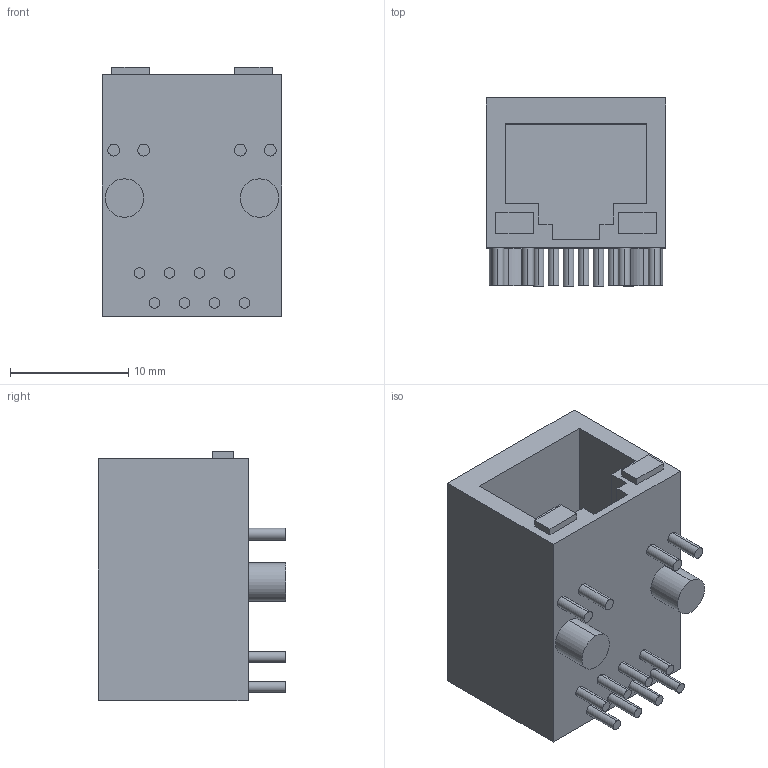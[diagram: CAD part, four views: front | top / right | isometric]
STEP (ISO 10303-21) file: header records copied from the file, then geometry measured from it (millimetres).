
FILE_DESCRIPTION (( 'STEP AP214' ), '1' );
FILE_NAME ('User Library-3066-11410004R-Rev.01.STEP', '2019-11-28T10:01:27', ( '' ), ( '' ), 'SwSTEP 2.0', 'SolidWorks 2019', '' );
FILE_SCHEMA (( 'AUTOMOTIVE_DESIGN' ));
Length unit declared in the file: millimetre
Products named in the file (1): User Library-3066-11410004R-Rev.01
Bounding box: 15.2 x 15.9 x 21.1 mm (x, y, z)
Volume: 3002.3 mm3; surface area: 2185.6 mm2
Topology: 1 solids, 1 shells, 71 faces, 156 edges, 104 vertices
Faces by surface type: plane 43, cylinder 28
Entity records: 2132 total; most frequent: DIRECTION 356, CARTESIAN_POINT 332, ORIENTED_EDGE 312, EDGE_CURVE 156, AXIS2_PLACEMENT_3D 128, VERTEX_POINT 104, LINE 100, VECTOR 100
